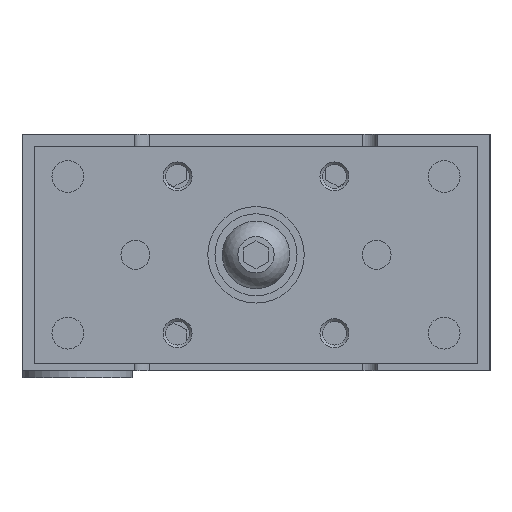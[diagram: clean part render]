
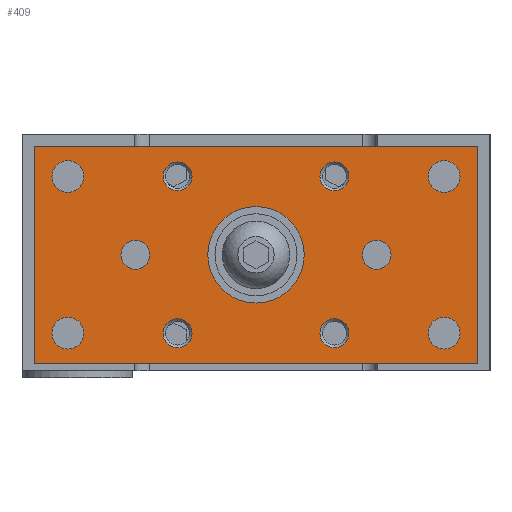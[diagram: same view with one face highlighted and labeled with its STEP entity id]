
A CAD part, left-side view. The second image highlights one B-rep face of the part: STEP entity #409.
In plain terms, the highlighted planar face has unit normal (-1, 0, 0).
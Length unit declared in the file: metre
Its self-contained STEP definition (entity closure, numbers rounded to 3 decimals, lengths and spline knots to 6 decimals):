
#409 = ADVANCED_FACE( '', ( #1167, #1168, #1169, #1170, #1171, #1172, #1173, #1174, #1175, #1176, #1177, #1178 ), #1179, .T. );
#1167 = FACE_OUTER_BOUND( '', #2549, .T. );
#1168 = FACE_BOUND( '', #2550, .T. );
#1169 = FACE_BOUND( '', #2551, .T. );
#1170 = FACE_BOUND( '', #2552, .T. );
#1171 = FACE_BOUND( '', #2553, .T. );
#1172 = FACE_BOUND( '', #2554, .T. );
#1173 = FACE_BOUND( '', #2555, .T. );
#1174 = FACE_BOUND( '', #2556, .T. );
#1175 = FACE_BOUND( '', #2557, .T. );
#1176 = FACE_BOUND( '', #2558, .T. );
#1177 = FACE_BOUND( '', #2559, .T. );
#1178 = FACE_BOUND( '', #2560, .T. );
#1179 = PLANE( '', #2561 );
#2549 = EDGE_LOOP( '', ( #3936, #3937, #3938, #3939 ) );
#2550 = EDGE_LOOP( '', ( #3940 ) );
#2551 = EDGE_LOOP( '', ( #3941 ) );
#2552 = EDGE_LOOP( '', ( #3942 ) );
#2553 = EDGE_LOOP( '', ( #3943 ) );
#2554 = EDGE_LOOP( '', ( #3944 ) );
#2555 = EDGE_LOOP( '', ( #3945 ) );
#2556 = EDGE_LOOP( '', ( #3946 ) );
#2557 = EDGE_LOOP( '', ( #3947 ) );
#2558 = EDGE_LOOP( '', ( #3948 ) );
#2559 = EDGE_LOOP( '', ( #3949 ) );
#2560 = EDGE_LOOP( '', ( #3950 ) );
#2561 = AXIS2_PLACEMENT_3D( '', #3951, #3952, #3953 );
#3936 = ORIENTED_EDGE( '', *, *, #6607, .T. );
#3937 = ORIENTED_EDGE( '', *, *, #6608, .T. );
#3938 = ORIENTED_EDGE( '', *, *, #6609, .T. );
#3939 = ORIENTED_EDGE( '', *, *, #6610, .T. );
#3940 = ORIENTED_EDGE( '', *, *, #6611, .T. );
#3941 = ORIENTED_EDGE( '', *, *, #6612, .F. );
#3942 = ORIENTED_EDGE( '', *, *, #6613, .F. );
#3943 = ORIENTED_EDGE( '', *, *, #6614, .T. );
#3944 = ORIENTED_EDGE( '', *, *, #6615, .T. );
#3945 = ORIENTED_EDGE( '', *, *, #6616, .F. );
#3946 = ORIENTED_EDGE( '', *, *, #6617, .T. );
#3947 = ORIENTED_EDGE( '', *, *, #6618, .F. );
#3948 = ORIENTED_EDGE( '', *, *, #6619, .F. );
#3949 = ORIENTED_EDGE( '', *, *, #6620, .T. );
#3950 = ORIENTED_EDGE( '', *, *, #6621, .T. );
#3951 = CARTESIAN_POINT( '', ( -0.019, -0.046, -0.0025 ) );
#3952 = DIRECTION( '', ( -1., 0., 0. ) );
#3953 = DIRECTION( '', ( 0., 0., 1. ) );
#6607 = EDGE_CURVE( '', #7617, #7618, #7619, .T. );
#6608 = EDGE_CURVE( '', #7618, #7620, #7621, .T. );
#6609 = EDGE_CURVE( '', #7620, #7622, #7623, .T. );
#6610 = EDGE_CURVE( '', #7622, #7617, #7624, .T. );
#6611 = EDGE_CURVE( '', #7625, #7625, #7626, .T. );
#6612 = EDGE_CURVE( '', #7627, #7627, #7628, .T. );
#6613 = EDGE_CURVE( '', #7629, #7629, #7630, .T. );
#6614 = EDGE_CURVE( '', #7631, #7631, #7632, .T. );
#6615 = EDGE_CURVE( '', #7633, #7633, #7634, .T. );
#6616 = EDGE_CURVE( '', #7635, #7635, #7636, .T. );
#6617 = EDGE_CURVE( '', #7637, #7637, #7638, .T. );
#6618 = EDGE_CURVE( '', #7639, #7639, #7640, .T. );
#6619 = EDGE_CURVE( '', #7641, #7641, #7642, .T. );
#6620 = EDGE_CURVE( '', #7643, #7643, #7644, .T. );
#6621 = EDGE_CURVE( '', #7645, #7645, #7646, .T. );
#7617 = VERTEX_POINT( '', #9076 );
#7618 = VERTEX_POINT( '', #9077 );
#7619 = LINE( '', #9078, #9079 );
#7620 = VERTEX_POINT( '', #9080 );
#7621 = LINE( '', #9081, #9082 );
#7622 = VERTEX_POINT( '', #9083 );
#7623 = LINE( '', #9084, #9085 );
#7624 = LINE( '', #9086, #9087 );
#7625 = VERTEX_POINT( '', #9088 );
#7626 = CIRCLE( '', #9089, 0.0033 );
#7627 = VERTEX_POINT( '', #9090 );
#7628 = CIRCLE( '', #9091, 0.0033 );
#7629 = VERTEX_POINT( '', #9092 );
#7630 = CIRCLE( '', #9093, 0.0033 );
#7631 = VERTEX_POINT( '', #9094 );
#7632 = CIRCLE( '', #9095, 0.0033 );
#7633 = VERTEX_POINT( '', #9096 );
#7634 = CIRCLE( '', #9097, 0.003 );
#7635 = VERTEX_POINT( '', #9098 );
#7636 = CIRCLE( '', #9099, 0.003 );
#7637 = VERTEX_POINT( '', #9100 );
#7638 = CIRCLE( '', #9101, 0.003 );
#7639 = VERTEX_POINT( '', #9102 );
#7640 = CIRCLE( '', #9103, 0.003 );
#7641 = VERTEX_POINT( '', #9104 );
#7642 = CIRCLE( '', #9105, 0.003 );
#7643 = VERTEX_POINT( '', #9106 );
#7644 = CIRCLE( '', #9107, 0.003 );
#7645 = VERTEX_POINT( '', #9108 );
#7646 = CIRCLE( '', #9109, 0.01 );
#9076 = CARTESIAN_POINT( '', ( -0.019, -0.046, -0.0475 ) );
#9077 = CARTESIAN_POINT( '', ( -0.019, -0.046, -0.0025 ) );
#9078 = CARTESIAN_POINT( '', ( -0.019, -0.046, -0.0475 ) );
#9079 = VECTOR( '', #11380, 1. );
#9080 = CARTESIAN_POINT( '', ( -0.019, 0.046, -0.0025 ) );
#9081 = CARTESIAN_POINT( '', ( -0.019, -0.046, -0.0025 ) );
#9082 = VECTOR( '', #11381, 1. );
#9083 = CARTESIAN_POINT( '', ( -0.019, 0.046, -0.0475 ) );
#9084 = CARTESIAN_POINT( '', ( -0.019, 0.046, -0.0025 ) );
#9085 = VECTOR( '', #11382, 1. );
#9086 = CARTESIAN_POINT( '', ( -0.019, 0.046, -0.0475 ) );
#9087 = VECTOR( '', #11383, 1. );
#9088 = CARTESIAN_POINT( '', ( -0.019, 0.0357, -0.00875 ) );
#9089 = AXIS2_PLACEMENT_3D( '', #11384, #11385, #11386 );
#9090 = CARTESIAN_POINT( '', ( -0.019, -0.0357, -0.00875 ) );
#9091 = AXIS2_PLACEMENT_3D( '', #11387, #11388, #11389 );
#9092 = CARTESIAN_POINT( '', ( -0.019, 0.0357, -0.04125 ) );
#9093 = AXIS2_PLACEMENT_3D( '', #11390, #11391, #11392 );
#9094 = CARTESIAN_POINT( '', ( -0.019, -0.0357, -0.04125 ) );
#9095 = AXIS2_PLACEMENT_3D( '', #11393, #11394, #11395 );
#9096 = CARTESIAN_POINT( '', ( -0.019, 0.028, -0.025 ) );
#9097 = AXIS2_PLACEMENT_3D( '', #11396, #11397, #11398 );
#9098 = CARTESIAN_POINT( '', ( -0.019, -0.028, -0.025 ) );
#9099 = AXIS2_PLACEMENT_3D( '', #11399, #11400, #11401 );
#9100 = CARTESIAN_POINT( '', ( -0.019, 0.01925, -0.00875 ) );
#9101 = AXIS2_PLACEMENT_3D( '', #11402, #11403, #11404 );
#9102 = CARTESIAN_POINT( '', ( -0.019, -0.01925, -0.00875 ) );
#9103 = AXIS2_PLACEMENT_3D( '', #11405, #11406, #11407 );
#9104 = CARTESIAN_POINT( '', ( -0.019, 0.01925, -0.04125 ) );
#9105 = AXIS2_PLACEMENT_3D( '', #11408, #11409, #11410 );
#9106 = CARTESIAN_POINT( '', ( -0.019, -0.01925, -0.04125 ) );
#9107 = AXIS2_PLACEMENT_3D( '', #11411, #11412, #11413 );
#9108 = CARTESIAN_POINT( '', ( -0.019, 0.01, -0.025 ) );
#9109 = AXIS2_PLACEMENT_3D( '', #11414, #11415, #11416 );
#11380 = DIRECTION( '', ( 0., 0., 1. ) );
#11381 = DIRECTION( '', ( 0., 1., 0. ) );
#11382 = DIRECTION( '', ( 0., 0., -1. ) );
#11383 = DIRECTION( '', ( 0., -1., 0. ) );
#11384 = CARTESIAN_POINT( '', ( -0.019, 0.039, -0.00875 ) );
#11385 = DIRECTION( '', ( 1., 0., 0. ) );
#11386 = DIRECTION( '', ( 0., -1., 0. ) );
#11387 = CARTESIAN_POINT( '', ( -0.019, -0.039, -0.00875 ) );
#11388 = DIRECTION( '', ( -1., 0., 0. ) );
#11389 = DIRECTION( '', ( 0., 1., 0. ) );
#11390 = CARTESIAN_POINT( '', ( -0.019, 0.039, -0.04125 ) );
#11391 = DIRECTION( '', ( -1., 0., 0. ) );
#11392 = DIRECTION( '', ( 0., -1., 0. ) );
#11393 = CARTESIAN_POINT( '', ( -0.019, -0.039, -0.04125 ) );
#11394 = DIRECTION( '', ( 1., 0., 0. ) );
#11395 = DIRECTION( '', ( 0., 1., 0. ) );
#11396 = CARTESIAN_POINT( '', ( -0.019, 0.025, -0.025 ) );
#11397 = DIRECTION( '', ( 1., 0., 0. ) );
#11398 = DIRECTION( '', ( 0., 1., 0. ) );
#11399 = CARTESIAN_POINT( '', ( -0.019, -0.025, -0.025 ) );
#11400 = DIRECTION( '', ( -1., 0., 0. ) );
#11401 = DIRECTION( '', ( 0., -1., 0. ) );
#11402 = CARTESIAN_POINT( '', ( -0.019, 0.01625, -0.00875 ) );
#11403 = DIRECTION( '', ( 1., 0., 0. ) );
#11404 = DIRECTION( '', ( 0., 1., 0. ) );
#11405 = CARTESIAN_POINT( '', ( -0.019, -0.01625, -0.00875 ) );
#11406 = DIRECTION( '', ( -1., 0., 0. ) );
#11407 = DIRECTION( '', ( 0., -1., 0. ) );
#11408 = CARTESIAN_POINT( '', ( -0.019, 0.01625, -0.04125 ) );
#11409 = DIRECTION( '', ( -1., 0., 0. ) );
#11410 = DIRECTION( '', ( 0., 1., 0. ) );
#11411 = CARTESIAN_POINT( '', ( -0.019, -0.01625, -0.04125 ) );
#11412 = DIRECTION( '', ( 1., 0., 0. ) );
#11413 = DIRECTION( '', ( 0., -1., 0. ) );
#11414 = CARTESIAN_POINT( '', ( -0.019, 0., -0.025 ) );
#11415 = DIRECTION( '', ( 1., 0., 0. ) );
#11416 = DIRECTION( '', ( 0., 1., 0. ) );
